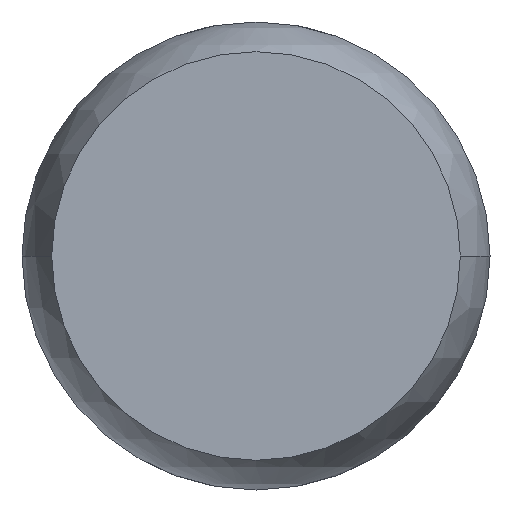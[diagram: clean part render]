
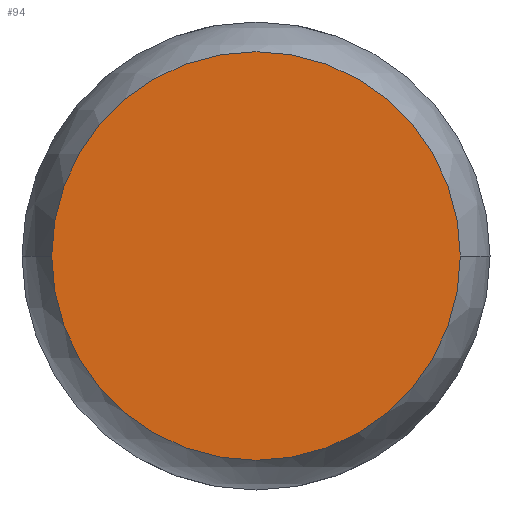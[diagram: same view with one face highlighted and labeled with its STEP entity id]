
A CAD part, front view. The second image highlights one B-rep face of the part: STEP entity #94.
In plain terms, the highlighted planar face has unit normal (0, -1, 0).
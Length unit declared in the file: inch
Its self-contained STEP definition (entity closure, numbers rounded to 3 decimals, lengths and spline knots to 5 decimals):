
#8 = EDGE_CURVE ( 'NONE', #200, #204, #61, .T. ) ;
#56 = AXIS2_PLACEMENT_3D ( 'NONE', #186, #166, #177 ) ;
#61 = CIRCLE ( 'NONE', #56, 0.02349 ) ;
#63 = AXIS2_PLACEMENT_3D ( 'NONE', #258, #283, #284 ) ;
#64 = CIRCLE ( 'NONE', #63, 0.02349 ) ;
#72 = AXIS2_PLACEMENT_3D ( 'NONE', #259, #334, #126 ) ;
#89 = EDGE_CURVE ( 'NONE', #204, #200, #64, .T. ) ;
#94 = ADVANCED_FACE ( 'NONE', ( #125 ), #335, .F. ) ;
#125 = FACE_OUTER_BOUND ( 'NONE', #297, .T. ) ;
#126 = DIRECTION ( 'NONE',  ( 0., 0., 1. ) ) ;
#138 = ORIENTED_EDGE ( 'NONE', *, *, #8, .F. ) ;
#166 = DIRECTION ( 'NONE',  ( 0., 1., 0. ) ) ;
#177 = DIRECTION ( 'NONE',  ( 0., 0., 1. ) ) ;
#186 = CARTESIAN_POINT ( 'NONE',  ( 0., -0.72, 0. ) ) ;
#200 = VERTEX_POINT ( 'NONE', #237 ) ;
#204 = VERTEX_POINT ( 'NONE', #253 ) ;
#237 = CARTESIAN_POINT ( 'NONE',  ( 0.02349, -0.72, 0. ) ) ;
#253 = CARTESIAN_POINT ( 'NONE',  ( -0.02349, -0.72, 0. ) ) ;
#258 = CARTESIAN_POINT ( 'NONE',  ( 0., -0.72, 0. ) ) ;
#259 = CARTESIAN_POINT ( 'NONE',  ( 0.02349, -0.72, 0. ) ) ;
#265 = ORIENTED_EDGE ( 'NONE', *, *, #89, .F. ) ;
#283 = DIRECTION ( 'NONE',  ( 0., 1., 0. ) ) ;
#284 = DIRECTION ( 'NONE',  ( 0., 0., 1. ) ) ;
#297 = EDGE_LOOP ( 'NONE', ( #138, #265 ) ) ;
#334 = DIRECTION ( 'NONE',  ( 0., 1., 0. ) ) ;
#335 = PLANE ( 'NONE',  #72 ) ;
